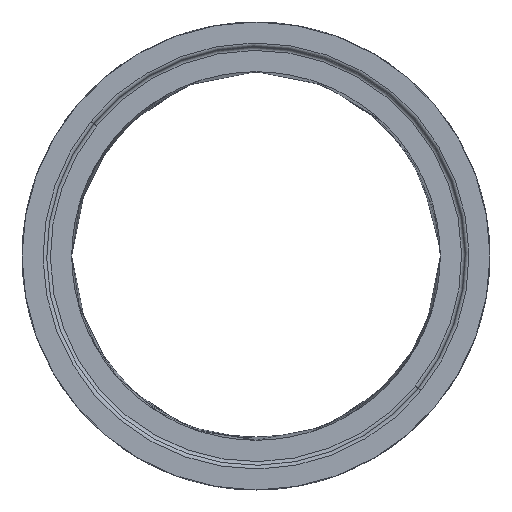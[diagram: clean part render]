
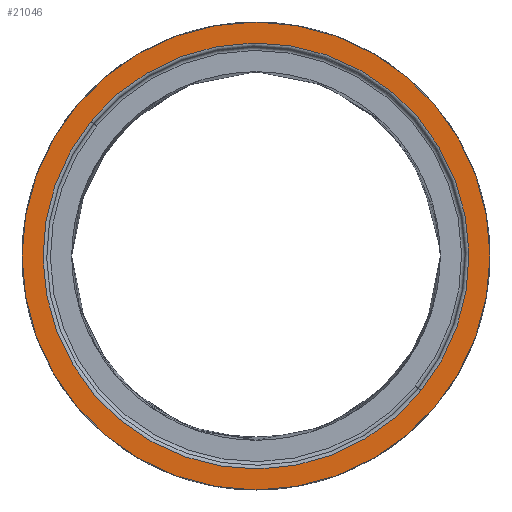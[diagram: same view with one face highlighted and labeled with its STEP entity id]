
A CAD part, front view. The second image highlights one B-rep face of the part: STEP entity #21046.
In plain terms, the highlighted face is planar.
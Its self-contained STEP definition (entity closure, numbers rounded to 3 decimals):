
#66 = FACE_OUTER_BOUND ( 'NONE', #17660, .T. ) ;
#385 = DIRECTION ( 'NONE',  ( 0., 0., 1. ) ) ;
#1245 = AXIS2_PLACEMENT_3D ( 'NONE', #9214, #16208, #17594 ) ;
#1600 = EDGE_CURVE ( 'NONE', #3067, #3151, #5471, .T. ) ;
#2704 = CIRCLE ( 'NONE', #15485, 635. ) ;
#2720 = CIRCLE ( 'NONE', #1245, 578. ) ;
#2821 = ORIENTED_EDGE ( 'NONE', *, *, #15596, .T. ) ;
#3067 = VERTEX_POINT ( 'NONE', #15210 ) ;
#3151 = VERTEX_POINT ( 'NONE', #19437 ) ;
#3178 = ORIENTED_EDGE ( 'NONE', *, *, #1600, .T. ) ;
#3344 = VERTEX_POINT ( 'NONE', #22018 ) ;
#4368 = AXIS2_PLACEMENT_3D ( 'NONE', #12212, #8777, #17048 ) ;
#4537 = EDGE_LOOP ( 'NONE', ( #2821, #3178 ) ) ;
#4688 = CARTESIAN_POINT ( 'NONE',  ( -635., 0., -100. ) ) ;
#5101 = DIRECTION ( 'NONE',  ( 0.775, 0.632, 0. ) ) ;
#5241 = FACE_BOUND ( 'NONE', #4537, .T. ) ;
#5407 = AXIS2_PLACEMENT_3D ( 'NONE', #20378, #9614, #11338 ) ;
#5471 = CIRCLE ( 'NONE', #18282, 578. ) ;
#8777 = DIRECTION ( 'NONE',  ( 0., 0., 1. ) ) ;
#9214 = CARTESIAN_POINT ( 'NONE',  ( 0., 0., -100. ) ) ;
#9614 = DIRECTION ( 'NONE',  ( 0., 0., 1. ) ) ;
#10478 = DIRECTION ( 'NONE',  ( 0., 0., 1. ) ) ;
#11338 = DIRECTION ( 'NONE',  ( 1., 0., 0. ) ) ;
#12070 = VERTEX_POINT ( 'NONE', #4688 ) ;
#12212 = CARTESIAN_POINT ( 'NONE',  ( 0., 0., -100. ) ) ;
#13798 = CIRCLE ( 'NONE', #5407, 635. ) ;
#15210 = CARTESIAN_POINT ( 'NONE',  ( -447.735, -365.537, -100. ) ) ;
#15286 = EDGE_CURVE ( 'NONE', #3344, #12070, #2704, .T. ) ;
#15429 = PLANE ( 'NONE',  #4368 ) ;
#15485 = AXIS2_PLACEMENT_3D ( 'NONE', #16094, #385, #17706 ) ;
#15596 = EDGE_CURVE ( 'NONE', #3151, #3067, #2720, .T. ) ;
#16094 = CARTESIAN_POINT ( 'NONE',  ( 0., 0., -100. ) ) ;
#16208 = DIRECTION ( 'NONE',  ( 0., 0., 1. ) ) ;
#17048 = DIRECTION ( 'NONE',  ( 1., 0., 0. ) ) ;
#17582 = CARTESIAN_POINT ( 'NONE',  ( 0., 0., -100. ) ) ;
#17594 = DIRECTION ( 'NONE',  ( 0.775, 0.632, 0. ) ) ;
#17660 = EDGE_LOOP ( 'NONE', ( #21447, #17944 ) ) ;
#17706 = DIRECTION ( 'NONE',  ( 1., 0., 0. ) ) ;
#17944 = ORIENTED_EDGE ( 'NONE', *, *, #20770, .F. ) ;
#18282 = AXIS2_PLACEMENT_3D ( 'NONE', #17582, #10478, #5101 ) ;
#19437 = CARTESIAN_POINT ( 'NONE',  ( 447.735, 365.537, -100. ) ) ;
#20378 = CARTESIAN_POINT ( 'NONE',  ( 0., 0., -100. ) ) ;
#20770 = EDGE_CURVE ( 'NONE', #12070, #3344, #13798, .T. ) ;
#21046 = ADVANCED_FACE ( 'NONE', ( #5241, #66 ), #15429, .F. ) ;
#21447 = ORIENTED_EDGE ( 'NONE', *, *, #15286, .F. ) ;
#22018 = CARTESIAN_POINT ( 'NONE',  ( 635., 0., -100. ) ) ;
